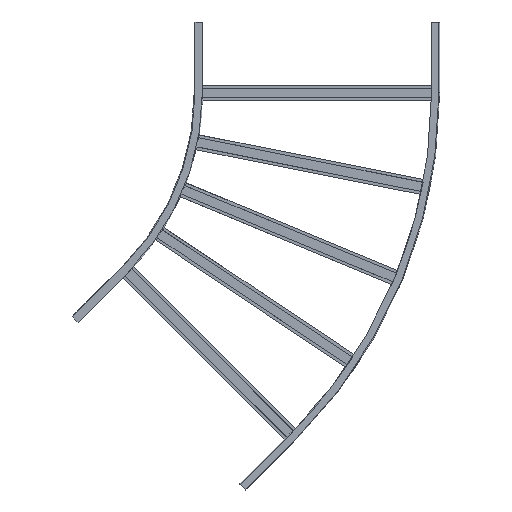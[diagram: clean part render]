
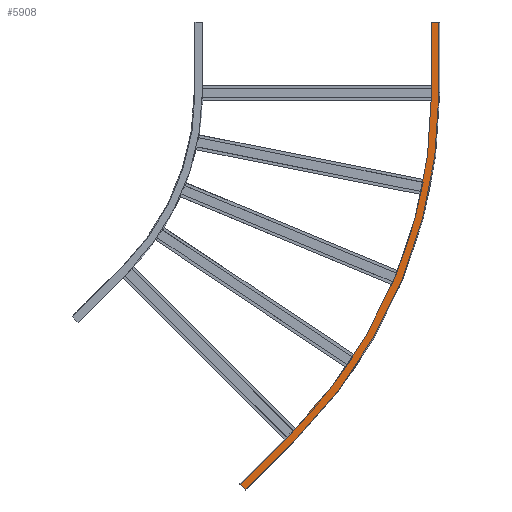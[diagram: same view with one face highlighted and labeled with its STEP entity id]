
A CAD part, front view. The second image highlights one B-rep face of the part: STEP entity #5908.
In plain terms, the highlighted planar face has unit normal (0, -1, 0).
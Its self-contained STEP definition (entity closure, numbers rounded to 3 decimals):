
#317 = VERTEX_POINT ( 'NONE', #5386 ) ;
#1098 = CARTESIAN_POINT ( 'NONE',  ( -600., -42.93, -173. ) ) ;
#1099 = DIRECTION ( 'NONE',  ( 0., -1., 0. ) ) ;
#1100 = DIRECTION ( 'NONE',  ( 0.707, 0., 0.707 ) ) ;
#1101 = CARTESIAN_POINT ( 'NONE',  ( 247.255, -42.93, -1020.255 ) ) ;
#1107 = DIRECTION ( 'NONE',  ( -0.707, 0., -0.707 ) ) ;
#1390 = CARTESIAN_POINT ( 'NONE',  ( 598.2, -42.93, -173. ) ) ;
#1394 = CARTESIAN_POINT ( 'NONE',  ( 247.255, -42.93, -1020.255 ) ) ;
#1395 = CARTESIAN_POINT ( 'NONE',  ( 580.2, -42.93, -173. ) ) ;
#1396 = CARTESIAN_POINT ( 'NONE',  ( 124.926, -42.93, -1142.585 ) ) ;
#1841 = CIRCLE ( 'NONE', #2775, 1198.2 ) ;
#1844 = LINE ( 'NONE', #1101, #1848 ) ;
#1848 = VECTOR ( 'NONE', #1107, 1000. ) ;
#2345 = CARTESIAN_POINT ( 'NONE',  ( 247.255, -42.93, -1020.255 ) ) ;
#2349 = PLANE ( 'NONE',  #2605 ) ;
#2351 = DIRECTION ( 'NONE',  ( 0., -1., 0. ) ) ;
#2352 = DIRECTION ( 'NONE',  ( 0.707, 0., 0.707 ) ) ;
#2484 = CARTESIAN_POINT ( 'NONE',  ( 112.198, -42.93, -1129.857 ) ) ;
#2491 = CARTESIAN_POINT ( 'NONE',  ( 598.2, -42.93, 0. ) ) ;
#2494 = CARTESIAN_POINT ( 'NONE',  ( 580.2, -42.93, 0. ) ) ;
#2605 = AXIS2_PLACEMENT_3D ( 'NONE', #2345, #2351, #2352 ) ;
#2680 = AXIS2_PLACEMENT_3D ( 'NONE', #5034, #5035, #5036 ) ;
#2775 = AXIS2_PLACEMENT_3D ( 'NONE', #1098, #1099, #1100 ) ;
#3142 = LINE ( 'NONE', #4435, #3144 ) ;
#3143 = LINE ( 'NONE', #4448, #3146 ) ;
#3144 = VECTOR ( 'NONE', #4429, 1000. ) ;
#3145 = LINE ( 'NONE', #4450, #3148 ) ;
#3146 = VECTOR ( 'NONE', #4449, 1000. ) ;
#3147 = LINE ( 'NONE', #4452, #3150 ) ;
#3148 = VECTOR ( 'NONE', #4451, 1000. ) ;
#3149 = LINE ( 'NONE', #4454, #3152 ) ;
#3150 = VECTOR ( 'NONE', #4453, 1000. ) ;
#3152 = VECTOR ( 'NONE', #4455, 1000. ) ;
#3281 = FACE_OUTER_BOUND ( 'NONE', #4749, .T. ) ;
#3407 = EDGE_CURVE ( 'NONE', #4481, #4477, #1841, .T. ) ;
#3410 = EDGE_CURVE ( 'NONE', #4481, #4483, #1844, .T. ) ;
#4429 = DIRECTION ( 'NONE',  ( -0.707, 0., -0.707 ) ) ;
#4435 = CARTESIAN_POINT ( 'NONE',  ( 234.527, -42.93, -1007.527 ) ) ;
#4448 = CARTESIAN_POINT ( 'NONE',  ( 124.926, -42.93, -1142.585 ) ) ;
#4449 = DIRECTION ( 'NONE',  ( -0.707, 0., 0.707 ) ) ;
#4450 = CARTESIAN_POINT ( 'NONE',  ( 598.2, -42.93, -173. ) ) ;
#4451 = DIRECTION ( 'NONE',  ( 0., 0., 1. ) ) ;
#4452 = CARTESIAN_POINT ( 'NONE',  ( 598.2, -42.93, 0. ) ) ;
#4453 = DIRECTION ( 'NONE',  ( -1., 0., 0. ) ) ;
#4454 = CARTESIAN_POINT ( 'NONE',  ( 580.2, -42.93, -173. ) ) ;
#4455 = DIRECTION ( 'NONE',  ( 0., 0., 1. ) ) ;
#4477 = VERTEX_POINT ( 'NONE', #1390 ) ;
#4481 = VERTEX_POINT ( 'NONE', #1394 ) ;
#4482 = VERTEX_POINT ( 'NONE', #1395 ) ;
#4483 = VERTEX_POINT ( 'NONE', #1396 ) ;
#4749 = EDGE_LOOP ( 'NONE', ( #6018, #6019, #6020, #6021, #6022, #6023, #6024, #6025 ) ) ;
#5034 = CARTESIAN_POINT ( 'NONE',  ( -600., -42.93, -173. ) ) ;
#5035 = DIRECTION ( 'NONE',  ( 0., -1., 0. ) ) ;
#5036 = DIRECTION ( 'NONE',  ( 0.707, 0., 0.707 ) ) ;
#5202 = CIRCLE ( 'NONE', #2680, 1180.2 ) ;
#5386 = CARTESIAN_POINT ( 'NONE',  ( 234.527, -42.93, -1007.527 ) ) ;
#5809 = EDGE_CURVE ( 'NONE', #317, #6154, #3142, .T. ) ;
#5810 = EDGE_CURVE ( 'NONE', #4483, #6154, #3143, .T. ) ;
#5811 = EDGE_CURVE ( 'NONE', #4477, #6163, #3145, .T. ) ;
#5812 = EDGE_CURVE ( 'NONE', #6163, #6166, #3147, .T. ) ;
#5813 = EDGE_CURVE ( 'NONE', #4482, #6166, #3149, .T. ) ;
#5908 = ADVANCED_FACE ( 'NONE', ( #3281 ), #2349, .T. ) ;
#6018 = ORIENTED_EDGE ( 'NONE', *, *, #5810, .F. ) ;
#6019 = ORIENTED_EDGE ( 'NONE', *, *, #3410, .F. ) ;
#6020 = ORIENTED_EDGE ( 'NONE', *, *, #3407, .T. ) ;
#6021 = ORIENTED_EDGE ( 'NONE', *, *, #5811, .T. ) ;
#6022 = ORIENTED_EDGE ( 'NONE', *, *, #5812, .T. ) ;
#6023 = ORIENTED_EDGE ( 'NONE', *, *, #5813, .F. ) ;
#6024 = ORIENTED_EDGE ( 'NONE', *, *, #6384, .F. ) ;
#6025 = ORIENTED_EDGE ( 'NONE', *, *, #5809, .T. ) ;
#6154 = VERTEX_POINT ( 'NONE', #2484 ) ;
#6163 = VERTEX_POINT ( 'NONE', #2491 ) ;
#6166 = VERTEX_POINT ( 'NONE', #2494 ) ;
#6384 = EDGE_CURVE ( 'NONE', #317, #4482, #5202, .T. ) ;
